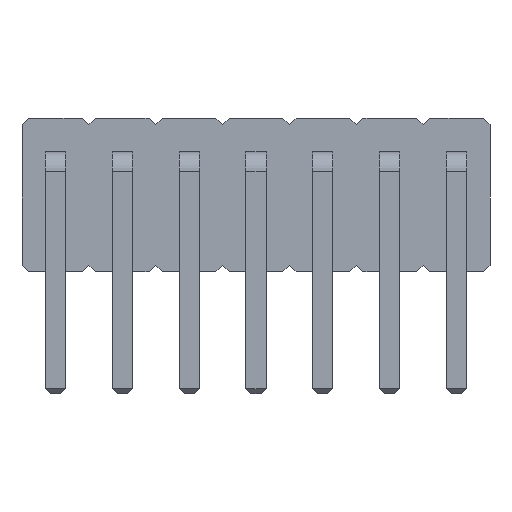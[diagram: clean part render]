
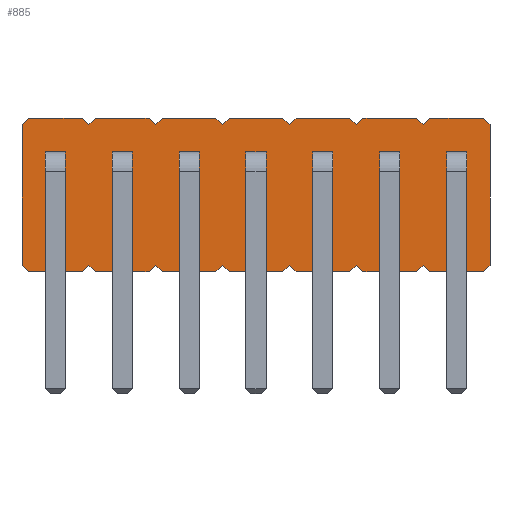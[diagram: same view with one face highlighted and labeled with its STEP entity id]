
A CAD part, left-side view. The second image highlights one B-rep face of the part: STEP entity #885.
In plain terms, the highlighted planar face has unit normal (-1, 0, 0).
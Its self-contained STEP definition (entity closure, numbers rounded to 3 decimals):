
#13=DIRECTION('',(0.,0.,1.));
#22=VERTEX_POINT('',#23);
#23=CARTESIAN_POINT('',(1.9,0.5,0.1));
#34=VECTOR('',#35,1.);
#35=DIRECTION('',(0.,-0.707,-0.707));
#38=VERTEX_POINT('',#39);
#39=CARTESIAN_POINT('',(1.9,0.4,0.));
#42=EDGE_CURVE('',#22,#38,#43,.T.);
#43=LINE('',#23,#34);
#46=DIRECTION('',(0.,0.707,-0.707));
#56=VECTOR('',#57,1.);
#57=DIRECTION('',(0.,-1.,0.));
#60=VERTEX_POINT('',#61);
#61=CARTESIAN_POINT('',(1.9,-0.4,0.));
#64=EDGE_CURVE('',#38,#60,#65,.T.);
#65=LINE('',#39,#56);
#78=VECTOR('',#79,1.);
#79=DIRECTION('',(0.,-0.707,0.707));
#82=VERTEX_POINT('',#83);
#83=CARTESIAN_POINT('',(1.9,-0.5,0.1));
#86=EDGE_CURVE('',#60,#82,#87,.T.);
#87=LINE('',#61,#78);
#102=VERTEX_POINT('',#103);
#103=CARTESIAN_POINT('',(1.9,-0.6,0.));
#106=EDGE_CURVE('',#82,#102,#107,.T.);
#107=LINE('',#83,#34);
#121=VERTEX_POINT('',#122);
#122=CARTESIAN_POINT('',(1.9,-1.4,0.));
#125=EDGE_CURVE('',#102,#121,#126,.T.);
#126=LINE('',#103,#56);
#140=VERTEX_POINT('',#141);
#141=CARTESIAN_POINT('',(1.9,-1.5,0.1));
#144=EDGE_CURVE('',#121,#140,#145,.T.);
#145=LINE('',#122,#78);
#160=VERTEX_POINT('',#161);
#161=CARTESIAN_POINT('',(1.9,-1.6,0.));
#164=EDGE_CURVE('',#140,#160,#165,.T.);
#165=LINE('',#166,#34);
#166=CARTESIAN_POINT('',(1.9,-1.5,0.1));
#181=VERTEX_POINT('',#182);
#182=CARTESIAN_POINT('',(1.9,-2.4,0.));
#185=EDGE_CURVE('',#160,#181,#186,.T.);
#186=LINE('',#187,#56);
#187=CARTESIAN_POINT('',(1.9,-1.6,0.));
#201=VERTEX_POINT('',#202);
#202=CARTESIAN_POINT('',(1.9,-2.5,0.1));
#205=EDGE_CURVE('',#181,#201,#206,.T.);
#206=LINE('',#182,#78);
#221=VERTEX_POINT('',#222);
#222=CARTESIAN_POINT('',(1.9,-2.6,0.));
#225=EDGE_CURVE('',#201,#221,#226,.T.);
#226=LINE('',#227,#34);
#227=CARTESIAN_POINT('',(1.9,-2.5,0.1));
#242=VERTEX_POINT('',#243);
#243=CARTESIAN_POINT('',(1.9,-3.4,0.));
#246=EDGE_CURVE('',#221,#242,#247,.T.);
#247=LINE('',#248,#56);
#248=CARTESIAN_POINT('',(1.9,-2.6,0.));
#262=VERTEX_POINT('',#263);
#263=CARTESIAN_POINT('',(1.9,-3.5,0.1));
#266=EDGE_CURVE('',#242,#262,#267,.T.);
#267=LINE('',#243,#78);
#282=VERTEX_POINT('',#283);
#283=CARTESIAN_POINT('',(1.9,-3.6,0.));
#286=EDGE_CURVE('',#262,#282,#287,.T.);
#287=LINE('',#288,#34);
#288=CARTESIAN_POINT('',(1.9,-3.5,0.1));
#303=VERTEX_POINT('',#304);
#304=CARTESIAN_POINT('',(1.9,-4.4,0.));
#307=EDGE_CURVE('',#282,#303,#308,.T.);
#308=LINE('',#309,#56);
#309=CARTESIAN_POINT('',(1.9,-3.6,0.));
#323=VERTEX_POINT('',#324);
#324=CARTESIAN_POINT('',(1.9,-4.5,0.1));
#327=EDGE_CURVE('',#303,#323,#328,.T.);
#328=LINE('',#304,#78);
#342=VERTEX_POINT('',#343);
#343=CARTESIAN_POINT('',(1.9,-4.6,0.));
#346=EDGE_CURVE('',#323,#342,#347,.T.);
#347=LINE('',#324,#34);
#361=VERTEX_POINT('',#362);
#362=CARTESIAN_POINT('',(1.9,-5.4,0.));
#365=EDGE_CURVE('',#342,#361,#366,.T.);
#366=LINE('',#343,#56);
#380=VERTEX_POINT('',#381);
#381=CARTESIAN_POINT('',(1.9,-5.5,0.1));
#384=EDGE_CURVE('',#361,#380,#385,.T.);
#385=LINE('',#362,#78);
#399=VERTEX_POINT('',#400);
#400=CARTESIAN_POINT('',(1.9,-5.6,0.));
#403=EDGE_CURVE('',#380,#399,#404,.T.);
#404=LINE('',#381,#34);
#418=VERTEX_POINT('',#419);
#419=CARTESIAN_POINT('',(1.9,-6.4,0.));
#422=EDGE_CURVE('',#399,#418,#423,.T.);
#423=LINE('',#400,#56);
#437=VERTEX_POINT('',#438);
#438=CARTESIAN_POINT('',(1.9,-6.5,0.1));
#441=EDGE_CURVE('',#418,#437,#442,.T.);
#442=LINE('',#419,#78);
#454=VECTOR('',#13,1.);
#457=VERTEX_POINT('',#458);
#458=CARTESIAN_POINT('',(1.9,-6.5,2.2));
#461=EDGE_CURVE('',#437,#457,#462,.T.);
#462=LINE('',#438,#454);
#474=VECTOR('',#475,1.);
#475=DIRECTION('',(0.,0.707,0.707));
#478=VERTEX_POINT('',#479);
#479=CARTESIAN_POINT('',(1.9,-6.4,2.3));
#482=EDGE_CURVE('',#457,#478,#483,.T.);
#483=LINE('',#458,#474);
#495=VECTOR('',#496,1.);
#496=DIRECTION('',(0.,1.,0.));
#499=VERTEX_POINT('',#500);
#500=CARTESIAN_POINT('',(1.9,-5.6,2.3));
#503=EDGE_CURVE('',#478,#499,#504,.T.);
#504=LINE('',#479,#495);
#516=VECTOR('',#46,1.);
#519=VERTEX_POINT('',#520);
#520=CARTESIAN_POINT('',(1.9,-5.5,2.2));
#523=EDGE_CURVE('',#499,#519,#524,.T.);
#524=LINE('',#500,#516);
#538=VERTEX_POINT('',#539);
#539=CARTESIAN_POINT('',(1.9,-5.4,2.3));
#542=EDGE_CURVE('',#519,#538,#543,.T.);
#543=LINE('',#520,#474);
#557=VERTEX_POINT('',#558);
#558=CARTESIAN_POINT('',(1.9,-4.6,2.3));
#561=EDGE_CURVE('',#538,#557,#562,.T.);
#562=LINE('',#539,#495);
#576=VERTEX_POINT('',#577);
#577=CARTESIAN_POINT('',(1.9,-4.5,2.2));
#580=EDGE_CURVE('',#557,#576,#581,.T.);
#581=LINE('',#558,#516);
#595=VERTEX_POINT('',#596);
#596=CARTESIAN_POINT('',(1.9,-4.4,2.3));
#599=EDGE_CURVE('',#576,#595,#600,.T.);
#600=LINE('',#577,#474);
#614=VERTEX_POINT('',#615);
#615=CARTESIAN_POINT('',(1.9,-3.6,2.3));
#618=EDGE_CURVE('',#595,#614,#619,.T.);
#619=LINE('',#596,#495);
#633=VERTEX_POINT('',#634);
#634=CARTESIAN_POINT('',(1.9,-3.5,2.2));
#637=EDGE_CURVE('',#614,#633,#638,.T.);
#638=LINE('',#615,#516);
#652=VERTEX_POINT('',#653);
#653=CARTESIAN_POINT('',(1.9,-3.4,2.3));
#656=EDGE_CURVE('',#633,#652,#657,.T.);
#657=LINE('',#634,#474);
#671=VERTEX_POINT('',#672);
#672=CARTESIAN_POINT('',(1.9,-2.6,2.3));
#675=EDGE_CURVE('',#652,#671,#676,.T.);
#676=LINE('',#653,#495);
#690=VERTEX_POINT('',#691);
#691=CARTESIAN_POINT('',(1.9,-2.5,2.2));
#694=EDGE_CURVE('',#671,#690,#695,.T.);
#695=LINE('',#672,#516);
#709=VERTEX_POINT('',#710);
#710=CARTESIAN_POINT('',(1.9,-2.4,2.3));
#713=EDGE_CURVE('',#690,#709,#714,.T.);
#714=LINE('',#691,#474);
#728=VERTEX_POINT('',#729);
#729=CARTESIAN_POINT('',(1.9,-1.6,2.3));
#732=EDGE_CURVE('',#709,#728,#733,.T.);
#733=LINE('',#710,#495);
#747=VERTEX_POINT('',#748);
#748=CARTESIAN_POINT('',(1.9,-1.5,2.2));
#751=EDGE_CURVE('',#728,#747,#752,.T.);
#752=LINE('',#729,#516);
#766=VERTEX_POINT('',#767);
#767=CARTESIAN_POINT('',(1.9,-1.4,2.3));
#770=EDGE_CURVE('',#747,#766,#771,.T.);
#771=LINE('',#748,#474);
#785=VERTEX_POINT('',#786);
#786=CARTESIAN_POINT('',(1.9,-0.6,2.3));
#789=EDGE_CURVE('',#766,#785,#790,.T.);
#790=LINE('',#767,#495);
#804=VERTEX_POINT('',#805);
#805=CARTESIAN_POINT('',(1.9,-0.5,2.2));
#808=EDGE_CURVE('',#785,#804,#809,.T.);
#809=LINE('',#786,#516);
#823=VERTEX_POINT('',#824);
#824=CARTESIAN_POINT('',(1.9,-0.4,2.3));
#827=EDGE_CURVE('',#804,#823,#828,.T.);
#828=LINE('',#805,#474);
#842=VERTEX_POINT('',#843);
#843=CARTESIAN_POINT('',(1.9,0.4,2.3));
#846=EDGE_CURVE('',#823,#842,#847,.T.);
#847=LINE('',#824,#495);
#861=VERTEX_POINT('',#862);
#862=CARTESIAN_POINT('',(1.9,0.5,2.2));
#865=EDGE_CURVE('',#842,#861,#866,.T.);
#866=LINE('',#843,#516);
#876=VECTOR('',#877,1.);
#877=DIRECTION('',(0.,0.,-1.));
#880=EDGE_CURVE('',#861,#22,#881,.T.);
#881=LINE('',#862,#876);
#885=ADVANCED_FACE('',(#886),#932,.T.);
#886=FACE_BOUND('',#887,.T.);
#887=EDGE_LOOP('',(#888,#889,#890,#891,#892,#893,#894,#895,#896,#897,#898,#899,#900,#901,#902,#903,#904,#905,#906,#907,#908,#909,#910,#911,#912,#913,#914,#915,#916,#917,#918,#919,#920,#921,#922,#923,#924,#925,#926,#927,#928,#929,#930,#931));
#888=ORIENTED_EDGE('',*,*,#42,.T.);
#889=ORIENTED_EDGE('',*,*,#64,.T.);
#890=ORIENTED_EDGE('',*,*,#86,.T.);
#891=ORIENTED_EDGE('',*,*,#106,.T.);
#892=ORIENTED_EDGE('',*,*,#125,.T.);
#893=ORIENTED_EDGE('',*,*,#144,.T.);
#894=ORIENTED_EDGE('',*,*,#164,.T.);
#895=ORIENTED_EDGE('',*,*,#185,.T.);
#896=ORIENTED_EDGE('',*,*,#205,.T.);
#897=ORIENTED_EDGE('',*,*,#225,.T.);
#898=ORIENTED_EDGE('',*,*,#246,.T.);
#899=ORIENTED_EDGE('',*,*,#266,.T.);
#900=ORIENTED_EDGE('',*,*,#286,.T.);
#901=ORIENTED_EDGE('',*,*,#307,.T.);
#902=ORIENTED_EDGE('',*,*,#327,.T.);
#903=ORIENTED_EDGE('',*,*,#346,.T.);
#904=ORIENTED_EDGE('',*,*,#365,.T.);
#905=ORIENTED_EDGE('',*,*,#384,.T.);
#906=ORIENTED_EDGE('',*,*,#403,.T.);
#907=ORIENTED_EDGE('',*,*,#422,.T.);
#908=ORIENTED_EDGE('',*,*,#441,.T.);
#909=ORIENTED_EDGE('',*,*,#461,.T.);
#910=ORIENTED_EDGE('',*,*,#482,.T.);
#911=ORIENTED_EDGE('',*,*,#503,.T.);
#912=ORIENTED_EDGE('',*,*,#523,.T.);
#913=ORIENTED_EDGE('',*,*,#542,.T.);
#914=ORIENTED_EDGE('',*,*,#561,.T.);
#915=ORIENTED_EDGE('',*,*,#580,.T.);
#916=ORIENTED_EDGE('',*,*,#599,.T.);
#917=ORIENTED_EDGE('',*,*,#618,.T.);
#918=ORIENTED_EDGE('',*,*,#637,.T.);
#919=ORIENTED_EDGE('',*,*,#656,.T.);
#920=ORIENTED_EDGE('',*,*,#675,.T.);
#921=ORIENTED_EDGE('',*,*,#694,.T.);
#922=ORIENTED_EDGE('',*,*,#713,.T.);
#923=ORIENTED_EDGE('',*,*,#732,.T.);
#924=ORIENTED_EDGE('',*,*,#751,.T.);
#925=ORIENTED_EDGE('',*,*,#770,.T.);
#926=ORIENTED_EDGE('',*,*,#789,.T.);
#927=ORIENTED_EDGE('',*,*,#808,.T.);
#928=ORIENTED_EDGE('',*,*,#827,.T.);
#929=ORIENTED_EDGE('',*,*,#846,.T.);
#930=ORIENTED_EDGE('',*,*,#865,.T.);
#931=ORIENTED_EDGE('',*,*,#880,.T.);
#932=PLANE('',#933);
#933=AXIS2_PLACEMENT_3D('',#934,#935,#936);
#934=CARTESIAN_POINT('',(1.9,-3.,1.15));
#935=DIRECTION('',(-1.,0.,0.));
#936=DIRECTION('',(0.,-1.,0.));
